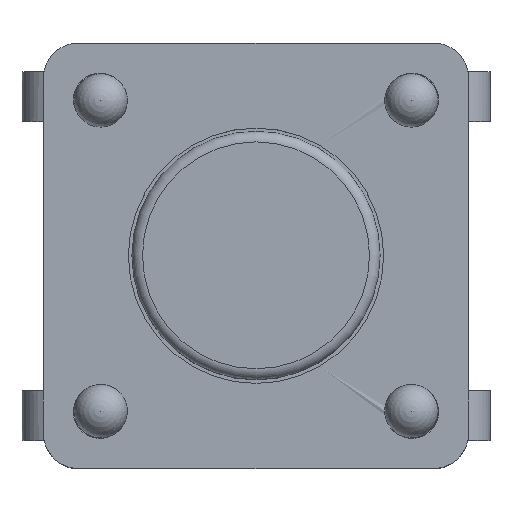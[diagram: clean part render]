
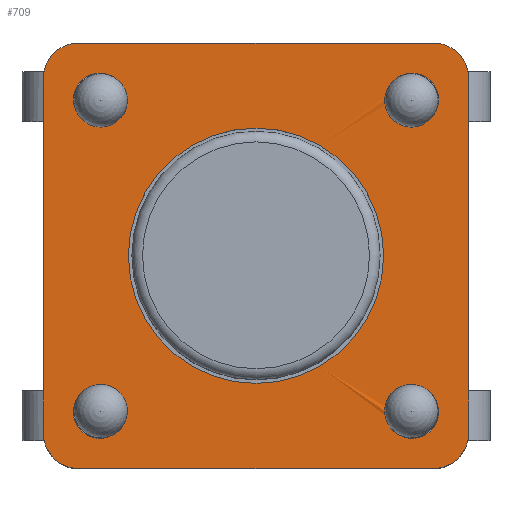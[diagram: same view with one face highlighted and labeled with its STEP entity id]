
A CAD part, top view. The second image highlights one B-rep face of the part: STEP entity #709.
In plain terms, the highlighted planar face has unit normal (0, 0, 1).
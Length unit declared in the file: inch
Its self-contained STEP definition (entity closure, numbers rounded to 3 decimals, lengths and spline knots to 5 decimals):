
#402=CARTESIAN_POINT('',(-0.09686,-0.07598,0.12677));
#403=VERTEX_POINT('',#402);
#412=CARTESIAN_POINT('',(-0.07598,-0.09686,0.12677));
#413=VERTEX_POINT('',#412);
#414=CARTESIAN_POINT('',(-0.08661,-0.08661,0.12677));
#415=DIRECTION('',(0.0,0.0,-1.0));
#416=DIRECTION('',(-1.0,0.0,0.0));
#417=AXIS2_PLACEMENT_3D('',#414,#415,#416);
#418=CIRCLE('',#417,0.01476);
#419=EDGE_CURVE('',#413,#403,#418,.T.);
#444=CARTESIAN_POINT('',(0.09686,0.07598,0.12677));
#445=VERTEX_POINT('',#444);
#454=CARTESIAN_POINT('',(0.07598,0.09686,0.12677));
#455=VERTEX_POINT('',#454);
#456=CARTESIAN_POINT('',(0.08661,0.08661,0.12677));
#457=DIRECTION('',(0.0,0.0,-1.0));
#458=DIRECTION('',(-1.0,0.0,0.0));
#459=AXIS2_PLACEMENT_3D('',#456,#457,#458);
#460=CIRCLE('',#459,0.01476);
#461=EDGE_CURVE('',#455,#445,#460,.T.);
#486=CARTESIAN_POINT('',(-0.07598,0.09686,0.12677));
#487=VERTEX_POINT('',#486);
#496=CARTESIAN_POINT('',(-0.09686,0.07598,0.12677));
#497=VERTEX_POINT('',#496);
#498=CARTESIAN_POINT('',(-0.08661,0.08661,0.12677));
#499=DIRECTION('',(0.0,0.0,-1.0));
#500=DIRECTION('',(-1.0,0.0,0.0));
#501=AXIS2_PLACEMENT_3D('',#498,#499,#500);
#502=CIRCLE('',#501,0.01476);
#503=EDGE_CURVE('',#497,#487,#502,.T.);
#528=CARTESIAN_POINT('',(0.07598,-0.09686,0.12677));
#529=VERTEX_POINT('',#528);
#538=CARTESIAN_POINT('',(0.09686,-0.07598,0.12677));
#539=VERTEX_POINT('',#538);
#540=CARTESIAN_POINT('',(0.08661,-0.08661,0.12677));
#541=DIRECTION('',(0.0,0.0,-1.0));
#542=DIRECTION('',(-1.0,0.0,0.0));
#543=AXIS2_PLACEMENT_3D('',#540,#541,#542);
#544=CIRCLE('',#543,0.01476);
#545=EDGE_CURVE('',#539,#529,#544,.T.);
#565=CARTESIAN_POINT('',(-0.12992,-0.12992,0.12677));
#566=DIRECTION('',(0.0,0.0,1.0));
#567=DIRECTION('',(1.0,0.0,0.0));
#568=AXIS2_PLACEMENT_3D('',#565,#566,#567);
#569=PLANE('',#568);
#570=CARTESIAN_POINT('',(0.09843,0.11811,0.12677));
#571=VERTEX_POINT('',#570);
#572=CARTESIAN_POINT('',(0.11811,0.09843,0.12677));
#573=VERTEX_POINT('',#572);
#574=CARTESIAN_POINT('',(0.09843,0.09843,0.12677));
#575=DIRECTION('',(0.0,0.0,-1.0));
#576=DIRECTION('',(0.707,0.707,0.0));
#577=AXIS2_PLACEMENT_3D('',#574,#575,#576);
#578=CIRCLE('',#577,0.01969);
#579=EDGE_CURVE('',#571,#573,#578,.T.);
#580=ORIENTED_EDGE('',*,*,#579,.F.);
#581=CARTESIAN_POINT('',(-0.09843,0.11811,0.12677));
#582=VERTEX_POINT('',#581);
#583=CARTESIAN_POINT('',(-0.09843,0.11811,0.12677));
#584=DIRECTION('',(1.0,0.0,0.0));
#585=VECTOR('',#584,0.19685);
#586=LINE('',#583,#585);
#587=EDGE_CURVE('',#582,#571,#586,.T.);
#588=ORIENTED_EDGE('',*,*,#587,.F.);
#589=CARTESIAN_POINT('',(-0.11811,0.09843,0.12677));
#590=VERTEX_POINT('',#589);
#591=CARTESIAN_POINT('',(-0.09843,0.09843,0.12677));
#592=DIRECTION('',(0.0,0.0,-1.0));
#593=DIRECTION('',(-0.707,0.707,0.0));
#594=AXIS2_PLACEMENT_3D('',#591,#592,#593);
#595=CIRCLE('',#594,0.01969);
#596=EDGE_CURVE('',#590,#582,#595,.T.);
#597=ORIENTED_EDGE('',*,*,#596,.F.);
#598=CARTESIAN_POINT('',(-0.11811,-0.09843,0.12677));
#599=VERTEX_POINT('',#598);
#600=CARTESIAN_POINT('',(-0.11811,-0.09843,0.12677));
#601=DIRECTION('',(0.0,1.0,0.0));
#602=VECTOR('',#601,0.19685);
#603=LINE('',#600,#602);
#604=EDGE_CURVE('',#599,#590,#603,.T.);
#605=ORIENTED_EDGE('',*,*,#604,.F.);
#606=CARTESIAN_POINT('',(-0.09843,-0.11811,0.12677));
#607=VERTEX_POINT('',#606);
#608=CARTESIAN_POINT('',(-0.09843,-0.09843,0.12677));
#609=DIRECTION('',(0.0,0.0,-1.0));
#610=DIRECTION('',(-0.707,-0.707,0.0));
#611=AXIS2_PLACEMENT_3D('',#608,#609,#610);
#612=CIRCLE('',#611,0.01969);
#613=EDGE_CURVE('',#607,#599,#612,.T.);
#614=ORIENTED_EDGE('',*,*,#613,.F.);
#615=CARTESIAN_POINT('',(0.09843,-0.11811,0.12677));
#616=VERTEX_POINT('',#615);
#617=CARTESIAN_POINT('',(0.09843,-0.11811,0.12677));
#618=DIRECTION('',(-1.0,0.0,0.0));
#619=VECTOR('',#618,0.19685);
#620=LINE('',#617,#619);
#621=EDGE_CURVE('',#616,#607,#620,.T.);
#622=ORIENTED_EDGE('',*,*,#621,.F.);
#623=CARTESIAN_POINT('',(0.11811,-0.09843,0.12677));
#624=VERTEX_POINT('',#623);
#625=CARTESIAN_POINT('',(0.09843,-0.09843,0.12677));
#626=DIRECTION('',(0.0,0.0,-1.0));
#627=DIRECTION('',(0.707,-0.707,0.0));
#628=AXIS2_PLACEMENT_3D('',#625,#626,#627);
#629=CIRCLE('',#628,0.01969);
#630=EDGE_CURVE('',#624,#616,#629,.T.);
#631=ORIENTED_EDGE('',*,*,#630,.F.);
#632=CARTESIAN_POINT('',(0.11811,0.09843,0.12677));
#633=DIRECTION('',(0.0,-1.0,0.0));
#634=VECTOR('',#633,0.19685);
#635=LINE('',#632,#634);
#636=EDGE_CURVE('',#573,#624,#635,.T.);
#637=ORIENTED_EDGE('',*,*,#636,.F.);
#638=EDGE_LOOP('',(#580,#588,#597,#605,#614,#622,#631,#637));
#639=FACE_OUTER_BOUND('',#638,.T.);
#640=CARTESIAN_POINT('',(0.07087,0.,0.12677));
#641=VERTEX_POINT('',#640);
#642=CARTESIAN_POINT('',(0.,0.,0.12677));
#643=DIRECTION('',(0.0,0.0,-1.0));
#644=DIRECTION('',(-1.0,0.0,0.0));
#645=AXIS2_PLACEMENT_3D('',#642,#643,#644);
#646=CIRCLE('',#645,0.07087);
#647=EDGE_CURVE('',#641,#641,#646,.T.);
#648=ORIENTED_EDGE('',*,*,#647,.T.);
#649=EDGE_LOOP('',(#648));
#650=FACE_BOUND('',#649,.T.);
#651=CARTESIAN_POINT('',(-0.08622,-0.08622,0.12677));
#652=DIRECTION('',(0.0,0.0,1.0));
#653=DIRECTION('',(-1.0,0.0,0.0));
#654=AXIS2_PLACEMENT_3D('',#651,#652,#653);
#655=CIRCLE('',#654,0.01476);
#656=EDGE_CURVE('',#413,#403,#655,.T.);
#657=ORIENTED_EDGE('',*,*,#656,.F.);
#658=ORIENTED_EDGE('',*,*,#419,.T.);
#659=EDGE_LOOP('',(#657,#658));
#660=FACE_BOUND('',#659,.T.);
#661=CARTESIAN_POINT('',(0.07146,-0.08622,0.12726));
#662=VERTEX_POINT('',#661);
#663=CARTESIAN_POINT('',(0.08622,-0.08622,0.12677));
#664=DIRECTION('',(0.0,0.0,1.0));
#665=DIRECTION('',(-1.0,0.0,0.0));
#666=AXIS2_PLACEMENT_3D('',#663,#664,#665);
#667=CIRCLE('',#666,0.01476);
#668=EDGE_CURVE('',#662,#529,#667,.T.);
#669=ORIENTED_EDGE('',*,*,#668,.F.);
#670=CARTESIAN_POINT('',(0.08622,-0.08622,0.12677));
#671=DIRECTION('',(0.0,0.0,1.0));
#672=DIRECTION('',(-1.0,0.0,0.0));
#673=AXIS2_PLACEMENT_3D('',#670,#671,#672);
#674=CIRCLE('',#673,0.01476);
#675=EDGE_CURVE('',#539,#662,#674,.T.);
#676=ORIENTED_EDGE('',*,*,#675,.F.);
#677=ORIENTED_EDGE('',*,*,#545,.T.);
#678=EDGE_LOOP('',(#669,#676,#677));
#679=FACE_BOUND('',#678,.T.);
#680=CARTESIAN_POINT('',(0.07146,0.08622,0.12726));
#681=VERTEX_POINT('',#680);
#682=CARTESIAN_POINT('',(0.08622,0.08622,0.12677));
#683=DIRECTION('',(0.0,0.0,1.0));
#684=DIRECTION('',(-1.0,0.0,0.0));
#685=AXIS2_PLACEMENT_3D('',#682,#683,#684);
#686=CIRCLE('',#685,0.01476);
#687=EDGE_CURVE('',#681,#445,#686,.T.);
#688=ORIENTED_EDGE('',*,*,#687,.F.);
#689=CARTESIAN_POINT('',(0.08622,0.08622,0.12677));
#690=DIRECTION('',(0.0,0.0,1.0));
#691=DIRECTION('',(-1.0,0.0,0.0));
#692=AXIS2_PLACEMENT_3D('',#689,#690,#691);
#693=CIRCLE('',#692,0.01476);
#694=EDGE_CURVE('',#455,#681,#693,.T.);
#695=ORIENTED_EDGE('',*,*,#694,.F.);
#696=ORIENTED_EDGE('',*,*,#461,.T.);
#697=EDGE_LOOP('',(#688,#695,#696));
#698=FACE_BOUND('',#697,.T.);
#699=CARTESIAN_POINT('',(-0.08622,0.08622,0.12677));
#700=DIRECTION('',(0.0,0.0,1.0));
#701=DIRECTION('',(-1.0,0.0,0.0));
#702=AXIS2_PLACEMENT_3D('',#699,#700,#701);
#703=CIRCLE('',#702,0.01476);
#704=EDGE_CURVE('',#497,#487,#703,.T.);
#705=ORIENTED_EDGE('',*,*,#704,.F.);
#706=ORIENTED_EDGE('',*,*,#503,.T.);
#707=EDGE_LOOP('',(#705,#706));
#708=FACE_BOUND('',#707,.T.);
#709=ADVANCED_FACE('',(#639,#650,#660,#679,#698,#708),#569,.T.);
